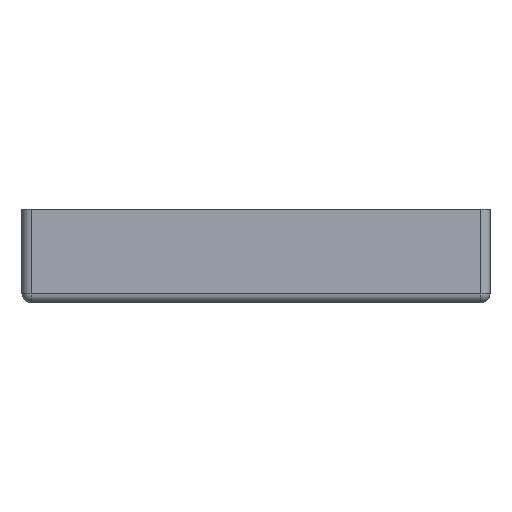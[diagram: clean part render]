
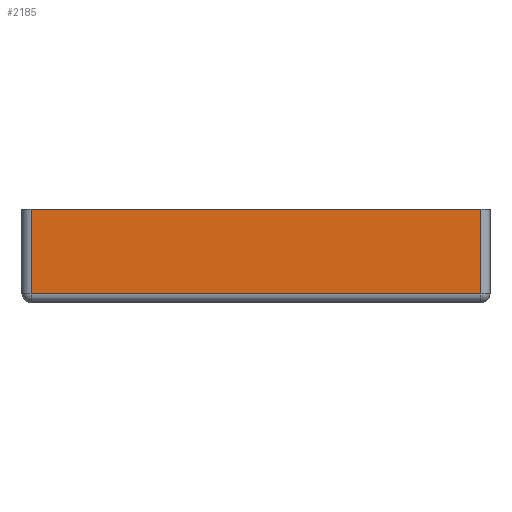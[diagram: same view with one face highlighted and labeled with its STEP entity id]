
A CAD part, left-side view. The second image highlights one B-rep face of the part: STEP entity #2185.
In plain terms, the highlighted planar face has unit normal (-1, 0, 0).
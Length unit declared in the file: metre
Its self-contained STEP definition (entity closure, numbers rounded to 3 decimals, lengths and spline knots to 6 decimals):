
#413=ORIENTED_EDGE('',*,*,#972,.F.);
#414=ORIENTED_EDGE('',*,*,#973,.T.);
#415=ORIENTED_EDGE('',*,*,#974,.T.);
#416=ORIENTED_EDGE('',*,*,#975,.T.);
#972=EDGE_CURVE('',#1238,#1239,#1446,.T.);
#973=EDGE_CURVE('',#1238,#1240,#1447,.T.);
#974=EDGE_CURVE('',#1240,#1241,#1448,.T.);
#975=EDGE_CURVE('',#1241,#1239,#1449,.F.);
#1238=VERTEX_POINT('',#3567);
#1239=VERTEX_POINT('',#3568);
#1240=VERTEX_POINT('',#3570);
#1241=VERTEX_POINT('',#3572);
#1446=LINE('',#3566,#1656);
#1447=LINE('',#3569,#1657);
#1448=LINE('',#3571,#1658);
#1449=LINE('',#3573,#1659);
#1656=VECTOR('',#2816,1.);
#1657=VECTOR('',#2817,1.);
#1658=VECTOR('',#2818,1.);
#1659=VECTOR('',#2819,1.);
#1767=EDGE_LOOP('',(#413,#414,#415,#416));
#1941=FACE_BOUND('',#1767,.T.);
#2096=PLANE('',#2366);
#2185=ADVANCED_FACE('',(#1941),#2096,.F.);
#2366=AXIS2_PLACEMENT_3D('',#3565,#2814,#2815);
#2814=DIRECTION('',(1.,0.,0.));
#2815=DIRECTION('',(0.,0.,-1.));
#2816=DIRECTION('',(0.,-1.,0.));
#2817=DIRECTION('',(0.,0.,-1.));
#2818=DIRECTION('',(0.,-1.,0.));
#2819=DIRECTION('',(0.,0.,-1.));
#3565=CARTESIAN_POINT('',(-0.07,0.025,0.01));
#3566=CARTESIAN_POINT('',(-0.07,0.025,0.01));
#3567=CARTESIAN_POINT('',(-0.07,0.048,0.01));
#3568=CARTESIAN_POINT('',(-0.07,-0.048,0.01));
#3569=CARTESIAN_POINT('',(-0.07,0.048,0.01));
#3570=CARTESIAN_POINT('',(-0.07,0.048,-0.008));
#3571=CARTESIAN_POINT('',(-0.07,-0.05,-0.008));
#3572=CARTESIAN_POINT('',(-0.07,-0.048,-0.008));
#3573=CARTESIAN_POINT('',(-0.07,-0.048,0.01));
